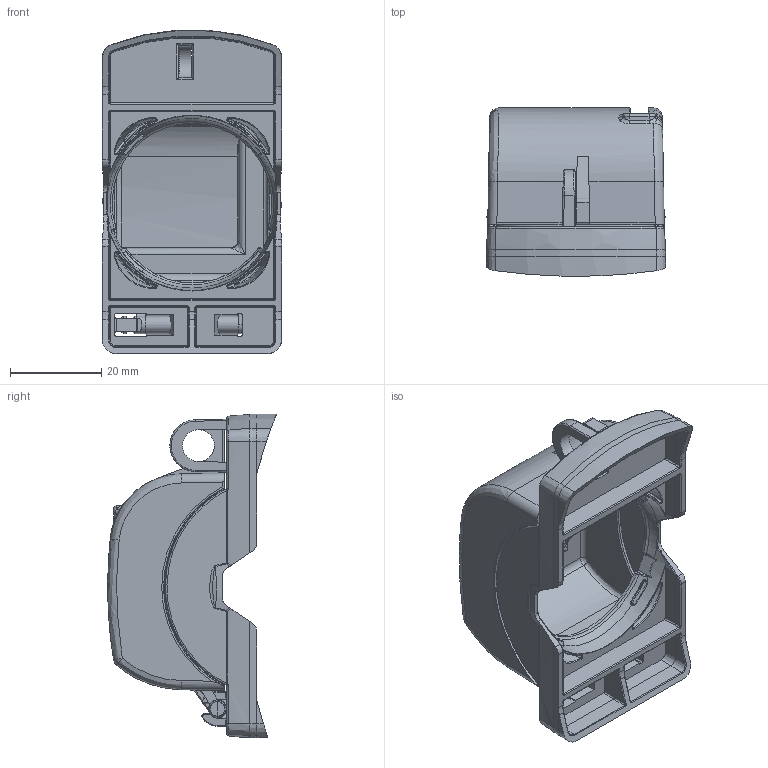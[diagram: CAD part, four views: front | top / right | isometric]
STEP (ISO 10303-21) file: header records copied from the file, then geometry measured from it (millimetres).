
FILE_DESCRIPTION((''),'2;1');
FILE_NAME('ABDECKHAUBE_COMEX','2023-09-08T11:27:37',('Beil'),(''),'CREO PARAMETRIC BY PTC INC, 2019030','CREO PARAMETRIC BY PTC INC, 2019030','');
FILE_SCHEMA(('CONFIG_CONTROL_DESIGN','SHAPE_APPEARANCE_LAYERS_GROUPS'));
Products named in the file (1): ABDECKHAUBE_COMEX
Bounding box: 39.3 x 36.99 x 70.87 mm (x, y, z)
Volume: 17337.1 mm3; surface area: 19431.3 mm2
Topology: 2 solids, 2 shells, 884 faces, 2134 edges, 1252 vertices
Faces by surface type: bspline 373, cylinder 236, plane 177, torus 40, cone 30, sphere 24, extrusion 4
Full cylindrical faces by diameter (mm): 3.8 x1
Entity records: 53900 total; most frequent: CARTESIAN_POINT 26763, ORIENTED_EDGE 4268, DIRECTION 2825, PRESENTATION_STYLE_ASSIGNMENT 2572, STYLED_ITEM 2137, CURVE_STYLE 2134, EDGE_CURVE 2134, VERTEX_POINT 1252
